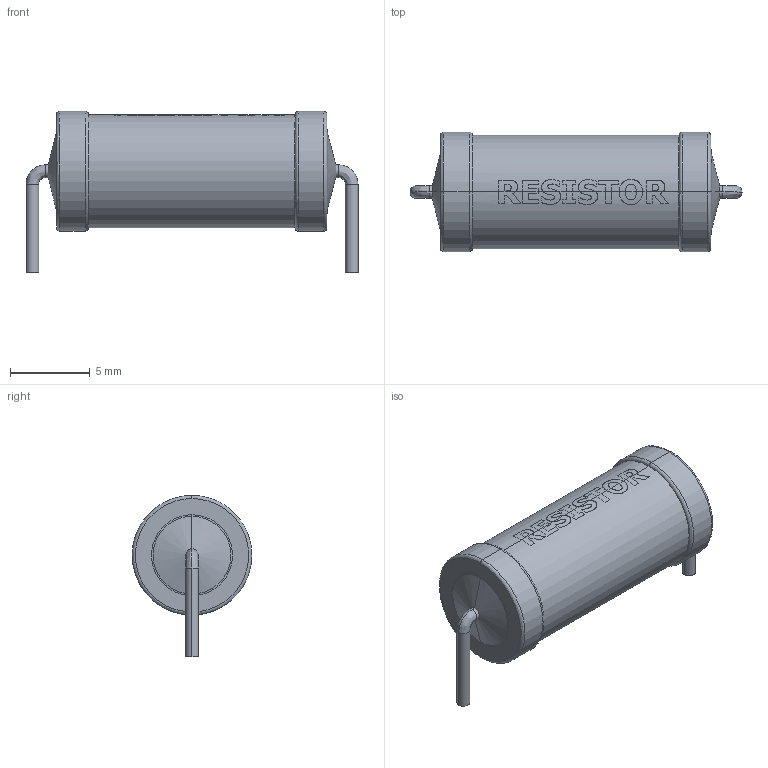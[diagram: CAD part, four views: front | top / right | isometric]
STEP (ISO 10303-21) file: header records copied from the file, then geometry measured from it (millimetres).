
FILE_DESCRIPTION (( 'STEP AP214' ), '1' );
FILE_NAME ('User Library-Resistor_PTH_AC05_Vishay_5W.STEP', '2014-04-05T18:08:15', ( 'Edu' ), ( '' ), 'SwSTEP 2.0', 'SolidWorks 2013', '' );
FILE_SCHEMA (( 'AUTOMOTIVE_DESIGN' ));
Length unit declared in the file: millimetre
Products named in the file (1): User Library-Resistor_PTH_AC05_Vishay_5W
Bounding box: 20.8 x 7.5 x 10.1 mm (x, y, z)
Surface area: 508.7 mm2 (no closed solid volume)
Topology: 0 solids, 4 shells, 182 faces, 498 edges, 305 vertices
Faces by surface type: bspline 78, plane 66, cylinder 34, cone 4
Entity records: 9043 total; most frequent: CARTESIAN_POINT 3103, ORIENTED_EDGE 923, DIRECTION 640, EDGE_CURVE 490, VERTEX_POINT 301, AXIS2_PLACEMENT_3D 221, LINE 198, VECTOR 198
